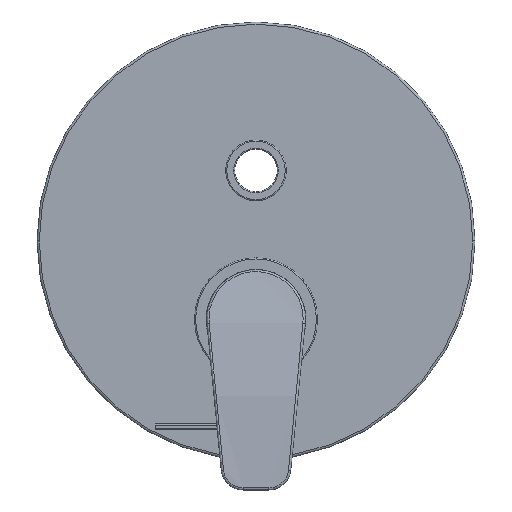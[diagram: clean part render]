
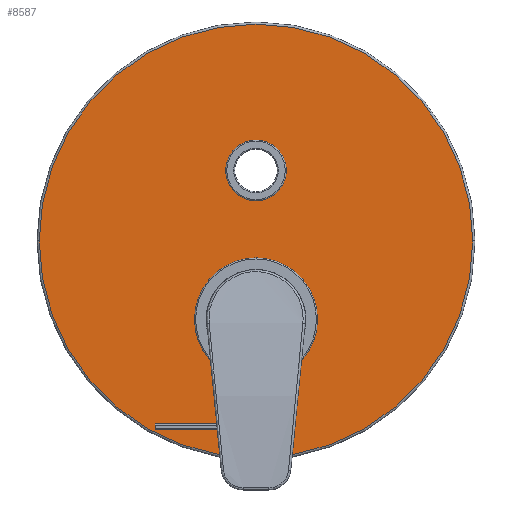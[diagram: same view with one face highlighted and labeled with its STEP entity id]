
A CAD part, top view. The second image highlights one B-rep face of the part: STEP entity #8587.
In plain terms, the highlighted face is planar.
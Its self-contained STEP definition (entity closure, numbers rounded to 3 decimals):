
#8299=CARTESIAN_POINT('',(0.,8.,0.));
#8300=DIRECTION('',(0.,1.,0.));
#8301=DIRECTION('',(1.,0.,0.));
#8302=AXIS2_PLACEMENT_3D('',#8299,#8300,#8301);
#8307=CARTESIAN_POINT('',(0.,8.,0.));
#8308=DIRECTION('',(0.,1.,0.));
#8309=DIRECTION('',(-1.,0.,0.));
#8310=AXIS2_PLACEMENT_3D('',#8307,#8308,#8309);
#8315=CARTESIAN_POINT('',(0.,8.,35.8));
#8316=DIRECTION('',(0.,1.,0.));
#8317=DIRECTION('',(1.,0.,0.));
#8318=AXIS2_PLACEMENT_3D('',#8315,#8316,#8317);
#8323=CARTESIAN_POINT('',(0.,8.,35.8));
#8324=DIRECTION('',(0.,1.,0.));
#8325=DIRECTION('',(-1.,0.,0.));
#8326=AXIS2_PLACEMENT_3D('',#8323,#8324,#8325);
#8331=CARTESIAN_POINT('',(0.,8.,-32.2));
#8332=DIRECTION('',(0.,1.,0.));
#8333=DIRECTION('',(1.,0.,0.));
#8334=AXIS2_PLACEMENT_3D('',#8331,#8332,#8333);
#8339=CARTESIAN_POINT('',(0.,8.,-32.2));
#8340=DIRECTION('',(0.,1.,0.));
#8341=DIRECTION('',(-1.,0.,0.));
#8342=AXIS2_PLACEMENT_3D('',#8339,#8340,#8341);
#8407=CARTESIAN_POINT('',(99.,8.,0.));
#8408=CARTESIAN_POINT('',(-99.,8.,0.));
#8409=VERTEX_POINT('',#8407);
#8410=VERTEX_POINT('',#8408);
#8427=CARTESIAN_POINT('',(25.,8.,35.8));
#8428=CARTESIAN_POINT('',(-25.,8.,35.8));
#8429=VERTEX_POINT('',#8427);
#8430=VERTEX_POINT('',#8428);
#8435=CARTESIAN_POINT('',(11.5,8.,-32.2));
#8436=CARTESIAN_POINT('',(-11.5,8.,-32.2));
#8437=VERTEX_POINT('',#8435);
#8438=VERTEX_POINT('',#8436);
#8565=CARTESIAN_POINT('',(0.,8.,0.));
#8566=DIRECTION('',(0.,-1.,0.));
#8567=DIRECTION('',(-1.,0.,0.));
#8568=AXIS2_PLACEMENT_3D('',#8565,#8566,#8567);
#8569=PLANE('',#8568);
#8570=ORIENTED_EDGE('',*,*,#8555,.F.);
#8572=ORIENTED_EDGE('',*,*,#8571,.F.);
#8573=EDGE_LOOP('',(#8570,#8572));
#8574=FACE_OUTER_BOUND('',#8573,.F.);
#8576=ORIENTED_EDGE('',*,*,#8575,.T.);
#8578=ORIENTED_EDGE('',*,*,#8577,.T.);
#8579=EDGE_LOOP('',(#8576,#8578));
#8580=FACE_BOUND('',#8579,.F.);
#8582=ORIENTED_EDGE('',*,*,#8581,.T.);
#8584=ORIENTED_EDGE('',*,*,#8583,.T.);
#8585=EDGE_LOOP('',(#8582,#8584));
#8586=FACE_BOUND('',#8585,.F.);
#8587=ADVANCED_FACE('',(#8574,#8580,#8586),#8569,.F.);
#8303=CIRCLE('',#8302,99.);
#8311=CIRCLE('',#8310,99.);
#8319=CIRCLE('',#8318,25.);
#8327=CIRCLE('',#8326,25.);
#8335=CIRCLE('',#8334,11.5);
#8343=CIRCLE('',#8342,11.5);
#8555=EDGE_CURVE('',#8409,#8410,#8303,.T.);
#8571=EDGE_CURVE('',#8410,#8409,#8311,.T.);
#8575=EDGE_CURVE('',#8429,#8430,#8319,.T.);
#8577=EDGE_CURVE('',#8430,#8429,#8327,.T.);
#8581=EDGE_CURVE('',#8437,#8438,#8335,.T.);
#8583=EDGE_CURVE('',#8438,#8437,#8343,.T.);
